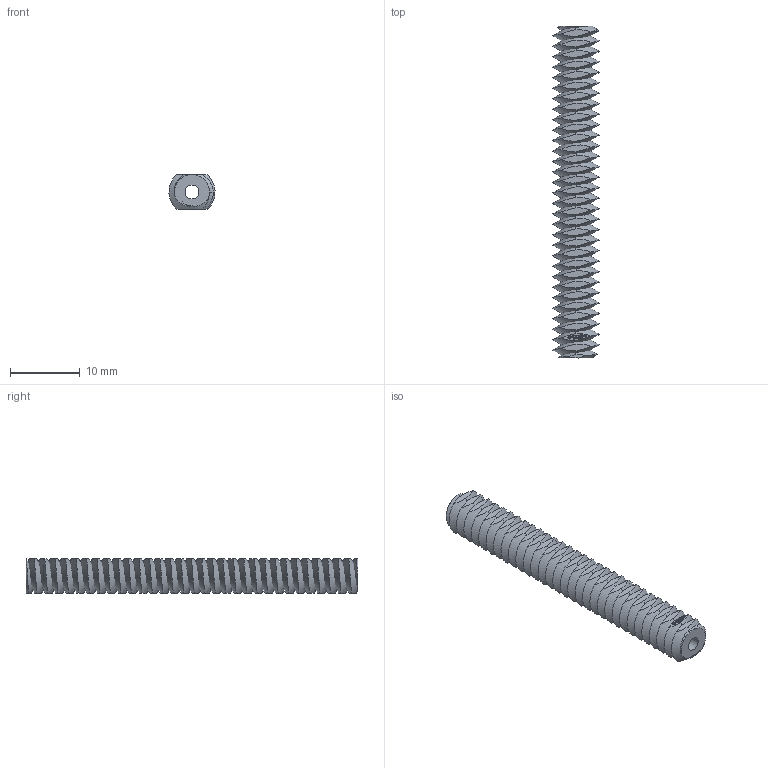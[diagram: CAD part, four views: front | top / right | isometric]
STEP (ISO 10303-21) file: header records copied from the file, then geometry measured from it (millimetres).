
FILE_DESCRIPTION(('FreeCAD Model'),'2;1');
FILE_NAME('Open CASCADE Shape Model','2023-11-29T16:43:20',(''),(''), 'Open CASCADE STEP processor 7.6','FreeCAD','Unknown');
FILE_SCHEMA(('AUTOMOTIVE_DESIGN { 1 0 10303 214 1 1 1 1 }'));
Products named in the file (1): Threaded Rod FL-RH BU03.00 - SPN-THR-0012 (stemfie.org)
Bounding box: 6.59 x 47.5 x 5 mm (x, y, z)
Volume: 864.7 mm3; surface area: 1729.8 mm2
Topology: 1 solids, 1 shells, 589 faces, 1631 edges, 1075 vertices
Faces by surface type: plane 380, extrusion 130, bspline 72, cone 6, cylinder 1
Full cylindrical faces by diameter (mm): 2 x1
Entity records: 63060 total; most frequent: CARTESIAN_POINT 32970, DIRECTION 4450, VECTOR 3642, LINE 3512, ORIENTED_EDGE 3262, PCURVE 3262, DEFINITIONAL_REPRESENTATION 3262, EDGE_CURVE 1631
